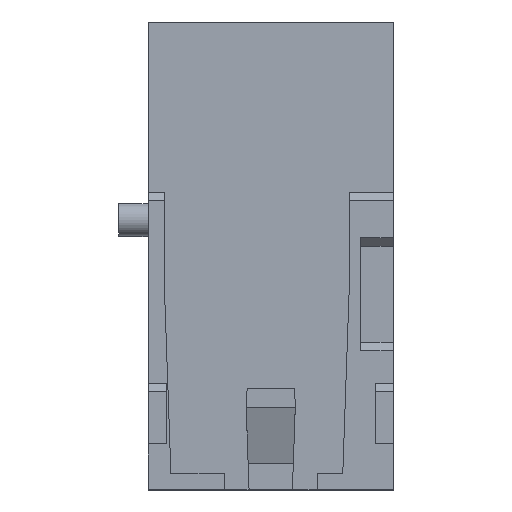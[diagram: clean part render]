
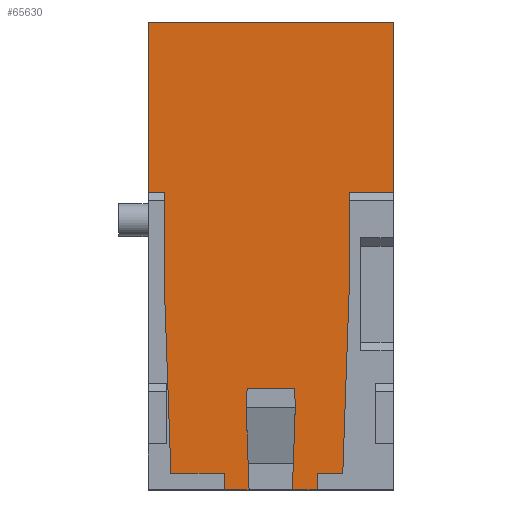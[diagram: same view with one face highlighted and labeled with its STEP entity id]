
A CAD part, top view. The second image highlights one B-rep face of the part: STEP entity #65630.
In plain terms, the highlighted face is planar.
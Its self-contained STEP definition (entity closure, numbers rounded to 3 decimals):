
#1940=CARTESIAN_POINT('',(0.,14.86,-92.188));
#1950=DIRECTION('',(0.998,0.,-0.065));
#1960=VECTOR('',#1950,1.);
#1970=LINE('',#1940,#1960);
#1980=CARTESIAN_POINT('',(0.24,14.86,
-92.203));
#1990=VERTEX_POINT('',#1980);
#2000=CARTESIAN_POINT('',(1.24,14.86,
-92.269));
#2010=VERTEX_POINT('',#2000);
#2020=EDGE_CURVE('',#1990,#2010,#1970,.T.);
#17830=CARTESIAN_POINT('',(-4.96,14.86,
-95.035));
#17840=VERTEX_POINT('',#17830);
#17870=CARTESIAN_POINT('',(-4.96,14.86,
-95.035));
#17880=DIRECTION('',(0.999,0.,-0.035));
#17890=VECTOR('',#17880,1.);
#17900=LINE('',#17870,#17890);
#17910=CARTESIAN_POINT('',(0.24,14.86,
-95.217));
#17920=VERTEX_POINT('',#17910);
#17930=EDGE_CURVE('',#17840,#17920,#17900,.T.);
#18350=CARTESIAN_POINT('',(7.04,14.86,
-88.92));
#18360=VERTEX_POINT('',#18350);
#18410=CARTESIAN_POINT('',(0.,14.86,-88.92));
#18420=DIRECTION('',(1.,0.,0.));
#18430=VECTOR('',#18420,1.);
#18440=LINE('',#18410,#18430);
#18450=CARTESIAN_POINT('',(13.23,14.86,
-88.92));
#18460=VERTEX_POINT('',#18450);
#18470=EDGE_CURVE('',#18360,#18460,#18440,.T.);
#22030=CARTESIAN_POINT('',(0.,14.86,-96.56));
#22040=DIRECTION('',(-1.,0.,0.));
#22050=VECTOR('',#22040,1.);
#22060=LINE('',#22030,#22050);
#22070=CARTESIAN_POINT('',(-3.96,14.86,
-96.56));
#22080=VERTEX_POINT('',#22070);
#22090=CARTESIAN_POINT('',(-4.96,14.86,
-96.56));
#22100=VERTEX_POINT('',#22090);
#22110=EDGE_CURVE('',#22080,#22100,#22060,.T.);
#23160=CARTESIAN_POINT('',(-3.96,14.86,
-99.816));
#23170=VERTEX_POINT('',#23160);
#23200=CARTESIAN_POINT('',(-3.96,14.86,
-95.266));
#23210=DIRECTION('',(0.,0.,-1.));
#23220=VECTOR('',#23210,1.);
#23230=LINE('',#23200,#23220);
#23240=EDGE_CURVE('',#22080,#23170,#23230,.T.);
#29600=CARTESIAN_POINT('',(0.,14.86,-90.86));
#29610=DIRECTION('',(1.,0.,0.));
#29620=VECTOR('',#29610,1.);
#29630=LINE('',#29600,#29620);
#29640=CARTESIAN_POINT('',(-4.96,14.86,
-90.86));
#29650=VERTEX_POINT('',#29640);
#29660=CARTESIAN_POINT('',(-3.96,14.86,
-90.86));
#29670=VERTEX_POINT('',#29660);
#29680=EDGE_CURVE('',#29650,#29670,#29630,.T.);
#35900=CARTESIAN_POINT('',(13.23,14.86,
-86.21));
#35910=VERTEX_POINT('',#35900);
#35940=CARTESIAN_POINT('',(23.64,14.86,-86.21));
#35950=DIRECTION('',(-1.,0.,0.));
#35960=VECTOR('',#35950,1.);
#35970=LINE('',#35940,#35960);
#35980=CARTESIAN_POINT('',(23.64,14.86,-86.21));
#35990=VERTEX_POINT('',#35980);
#36000=EDGE_CURVE('',#35990,#35910,#35970,.T.);
#37240=CARTESIAN_POINT('',(-4.96,14.86,
-92.385));
#37250=DIRECTION('',(0.999,0.,0.035));
#37260=VECTOR('',#37250,1.);
#37270=LINE('',#37240,#37260);
#37280=CARTESIAN_POINT('',(-4.96,14.86,
-92.385));
#37290=VERTEX_POINT('',#37280);
#37300=EDGE_CURVE('',#37290,#1990,#37270,.T.);
#48990=CARTESIAN_POINT('',(13.23,14.86,
-101.21));
#49000=VERTEX_POINT('',#48990);
#50330=CARTESIAN_POINT('',(23.64,14.86,-101.21));
#50340=VERTEX_POINT('',#50330);
#50370=CARTESIAN_POINT('',(0.,14.86,-101.21));
#50380=DIRECTION('',(-1.,0.,0.));
#50390=VECTOR('',#50380,1.);
#50400=LINE('',#50370,#50390);
#50410=EDGE_CURVE('',#50340,#49000,#50400,.T.);
#53230=CARTESIAN_POINT('',(-3.96,14.86,
-89.304));
#53240=VERTEX_POINT('',#53230);
#53290=CARTESIAN_POINT('',(7.04,14.86,
-88.92));
#53300=DIRECTION('',(-0.999,0.,-0.035));
#53310=VECTOR('',#53300,1.);
#53320=LINE('',#53290,#53310);
#53330=EDGE_CURVE('',#18360,#53240,#53320,.T.);
#55470=CARTESIAN_POINT('',(13.23,14.86,
-100.2));
#55480=VERTEX_POINT('',#55470);
#55510=CARTESIAN_POINT('',(0.,14.86,-100.2));
#55520=DIRECTION('',(1.,0.,0.));
#55530=VECTOR('',#55520,1.);
#55540=LINE('',#55510,#55530);
#55550=CARTESIAN_POINT('',(7.04,14.86,
-100.2));
#55560=VERTEX_POINT('',#55550);
#55570=EDGE_CURVE('',#55560,#55480,#55540,.T.);
#59320=CARTESIAN_POINT('',(13.23,14.86,
-187.42));
#59330=DIRECTION('',(0.,0.,1.));
#59340=VECTOR('',#59330,1.);
#59350=LINE('',#59320,#59340);
#59360=EDGE_CURVE('',#49000,#55480,#59350,.T.);
#61410=CARTESIAN_POINT('',(-4.96,14.86,0.));
#61420=DIRECTION('',(0.,0.,1.));
#61430=VECTOR('',#61420,1.);
#61440=LINE('',#61410,#61430);
#61450=EDGE_CURVE('',#37290,#29650,#61440,.T.);
#61640=EDGE_CURVE('',#22100,#17840,#61440,.T.);
#62460=CARTESIAN_POINT('',(0.,14.86,-95.232));
#62470=DIRECTION('',(-0.998,0.,-0.065));
#62480=VECTOR('',#62470,1.);
#62490=LINE('',#62460,#62480);
#62500=CARTESIAN_POINT('',(1.24,14.86,
-95.151));
#62510=VERTEX_POINT('',#62500);
#62520=EDGE_CURVE('',#62510,#17920,#62490,.T.);
#65110=CARTESIAN_POINT('',(0.704,14.86,
-94.317));
#65120=DIRECTION('',(0.,1.,-0.));
#65130=DIRECTION('',(-1.,0.,0.));
#65140=AXIS2_PLACEMENT_3D('',#65110,#65120,#65130);
#65150=PLANE('',#65140);
#65160=ORIENTED_EDGE('',*,*,#62520,.F.);
#65170=ORIENTED_EDGE('',*,*,#17930,.T.);
#65180=ORIENTED_EDGE('',*,*,#61640,.T.);
#65190=ORIENTED_EDGE('',*,*,#22110,.T.);
#65200=ORIENTED_EDGE('',*,*,#23240,.F.);
#65210=CARTESIAN_POINT('',(-3.96,14.86,
-99.816));
#65220=DIRECTION('',(0.999,0.,-0.035));
#65230=VECTOR('',#65220,1.);
#65240=LINE('',#65210,#65230);
#65250=EDGE_CURVE('',#23170,#55560,#65240,.T.);
#65260=ORIENTED_EDGE('',*,*,#65250,.F.);
#65270=ORIENTED_EDGE('',*,*,#55570,.F.);
#65280=ORIENTED_EDGE('',*,*,#59360,.T.);
#65290=ORIENTED_EDGE('',*,*,#50410,.T.);
#65300=CARTESIAN_POINT('',(23.64,14.86,-86.22));
#65310=DIRECTION('',(0.,0.,-1.));
#65320=VECTOR('',#65310,1.);
#65330=LINE('',#65300,#65320);
#65340=EDGE_CURVE('',#35990,#50340,#65330,.T.);
#65350=ORIENTED_EDGE('',*,*,#65340,.T.);
#65360=ORIENTED_EDGE('',*,*,#36000,.F.);
#65370=CARTESIAN_POINT('',(13.23,14.86,0.));
#65380=DIRECTION('',(0.,0.,-1.));
#65390=VECTOR('',#65380,1.);
#65400=LINE('',#65370,#65390);
#65410=EDGE_CURVE('',#35910,#18460,#65400,.T.);
#65420=ORIENTED_EDGE('',*,*,#65410,.F.);
#65430=ORIENTED_EDGE('',*,*,#18470,.T.);
#65440=ORIENTED_EDGE('',*,*,#53330,.F.);
#65450=CARTESIAN_POINT('',(-3.96,14.86,
-89.304));
#65460=DIRECTION('',(0.,0.,-1.));
#65470=VECTOR('',#65460,1.);
#65480=LINE('',#65450,#65470);
#65490=EDGE_CURVE('',#53240,#29670,#65480,.T.);
#65500=ORIENTED_EDGE('',*,*,#65490,.F.);
#65510=ORIENTED_EDGE('',*,*,#29680,.T.);
#65520=ORIENTED_EDGE('',*,*,#61450,.T.);
#65530=ORIENTED_EDGE('',*,*,#37300,.F.);
#65540=ORIENTED_EDGE('',*,*,#2020,.F.);
#65550=CARTESIAN_POINT('',(1.24,14.86,0.));
#65560=DIRECTION('',(0.,0.,1.));
#65570=VECTOR('',#65560,1.);
#65580=LINE('',#65550,#65570);
#65590=EDGE_CURVE('',#62510,#2010,#65580,.T.);
#65600=ORIENTED_EDGE('',*,*,#65590,.T.);
#65610=EDGE_LOOP('',(#65600,#65540,#65530,#65520,#65510,#65500,#65440,
#65430,#65420,#65360,#65350,#65290,#65280,#65270,#65260,#65200,#65190,
#65180,#65170,#65160));
#65620=FACE_OUTER_BOUND('',#65610,.T.);
#65630=ADVANCED_FACE('',(#65620),#65150,.T.);
